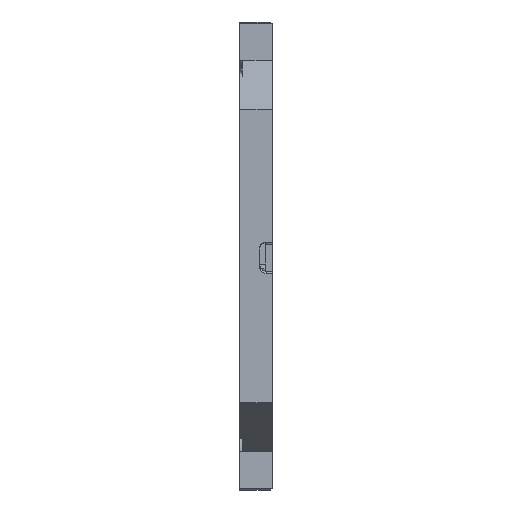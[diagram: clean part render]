
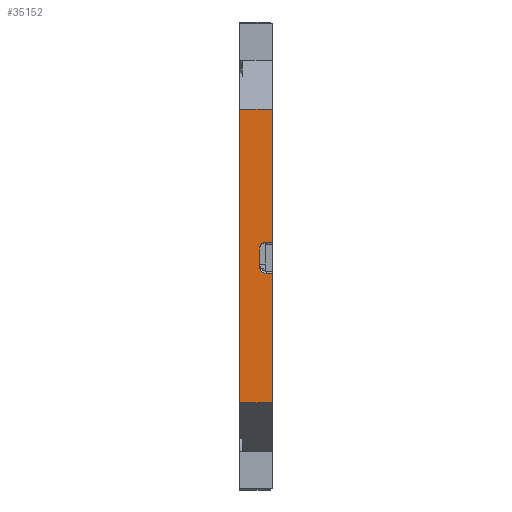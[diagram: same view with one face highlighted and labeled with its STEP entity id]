
A CAD part, left-side view. The second image highlights one B-rep face of the part: STEP entity #35152.
In plain terms, the highlighted planar face has unit normal (-1, 0, 0).
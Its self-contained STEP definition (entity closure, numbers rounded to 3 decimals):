
#27863=AXIS2_PLACEMENT_3D('Circle Axis2P3D',#27861,#27862,$) ;
#27925=AXIS2_PLACEMENT_3D('Circle Axis2P3D',#27923,#27924,$) ;
#35138=AXIS2_PLACEMENT_3D('Plane Axis2P3D',#35135,#35136,#35137) ;
#481=CARTESIAN_POINT('Vertex',(3460.,-514.,279.273)) ;
#484=CARTESIAN_POINT('Line Origine',(3460.,-514.,183.273)) ;
#488=CARTESIAN_POINT('Vertex',(3460.,-514.,87.273)) ;
#523=CARTESIAN_POINT('Vertex',(3460.,-514.,42.273)) ;
#526=CARTESIAN_POINT('Line Origine',(3460.,-514.,-51.227)) ;
#530=CARTESIAN_POINT('Vertex',(3460.,-514.,-144.727)) ;
#4949=CARTESIAN_POINT('Vertex',(3460.,-467.,-144.727)) ;
#4952=CARTESIAN_POINT('Line Origine',(3460.,-467.,67.273)) ;
#4956=CARTESIAN_POINT('Vertex',(3460.,-467.,279.273)) ;
#27834=CARTESIAN_POINT('Vertex',(3460.,-505.,42.273)) ;
#27837=CARTESIAN_POINT('Line Origine',(3460.,-509.5,42.273)) ;
#27861=CARTESIAN_POINT('Axis2P3D Location',(3460.,-505.,52.273)) ;
#27865=CARTESIAN_POINT('Vertex',(3460.,-495.,52.273)) ;
#27892=CARTESIAN_POINT('Line Origine',(3460.,-495.,64.773)) ;
#27896=CARTESIAN_POINT('Vertex',(3460.,-495.,77.273)) ;
#27923=CARTESIAN_POINT('Axis2P3D Location',(3460.,-505.,77.273)) ;
#27927=CARTESIAN_POINT('Vertex',(3460.,-505.,87.273)) ;
#27954=CARTESIAN_POINT('Line Origine',(3460.,-509.5,87.273)) ;
#30525=CARTESIAN_POINT('Line Origine',(3460.,-490.5,-144.727)) ;
#30544=CARTESIAN_POINT('Line Origine',(3460.,-490.5,279.273)) ;
#35135=CARTESIAN_POINT('Axis2P3D Location',(3460.,-514.,-267.727)) ;
#485=DIRECTION('Vector Direction',(0.,0.,1.)) ;
#527=DIRECTION('Vector Direction',(0.,0.,1.)) ;
#4953=DIRECTION('Vector Direction',(0.,0.,1.)) ;
#27838=DIRECTION('Vector Direction',(0.,-1.,0.)) ;
#27862=DIRECTION('Axis2P3D Direction',(-1.,0.,0.)) ;
#27893=DIRECTION('Vector Direction',(0.,0.,1.)) ;
#27924=DIRECTION('Axis2P3D Direction',(-1.,0.,0.)) ;
#27955=DIRECTION('Vector Direction',(0.,-1.,0.)) ;
#30526=DIRECTION('Vector Direction',(0.,-1.,0.)) ;
#30545=DIRECTION('Vector Direction',(0.,-1.,0.)) ;
#35136=DIRECTION('Axis2P3D Direction',(-1.,0.,0.)) ;
#35137=DIRECTION('Axis2P3D XDirection',(0.,0.,1.)) ;
#486=VECTOR('Line Direction',#485,1.) ;
#528=VECTOR('Line Direction',#527,1.) ;
#4954=VECTOR('Line Direction',#4953,1.) ;
#27839=VECTOR('Line Direction',#27838,1.) ;
#27894=VECTOR('Line Direction',#27893,1.) ;
#27956=VECTOR('Line Direction',#27955,1.) ;
#30527=VECTOR('Line Direction',#30526,1.) ;
#30546=VECTOR('Line Direction',#30545,1.) ;
#35141=ORIENTED_EDGE('',*,*,#490,.T.) ;
#35142=ORIENTED_EDGE('',*,*,#30548,.F.) ;
#35143=ORIENTED_EDGE('',*,*,#4958,.F.) ;
#35144=ORIENTED_EDGE('',*,*,#30529,.T.) ;
#35145=ORIENTED_EDGE('',*,*,#532,.T.) ;
#35146=ORIENTED_EDGE('',*,*,#27841,.F.) ;
#35147=ORIENTED_EDGE('',*,*,#27867,.F.) ;
#35148=ORIENTED_EDGE('',*,*,#27898,.T.) ;
#35149=ORIENTED_EDGE('',*,*,#27929,.F.) ;
#35150=ORIENTED_EDGE('',*,*,#27958,.T.) ;
#35152=ADVANCED_FACE('Fertigteil',(#35151),#35139,.T.) ;
#27864=CIRCLE('generated circle',#27863,10.) ;
#27926=CIRCLE('generated circle',#27925,10.) ;
#490=EDGE_CURVE('',#489,#482,#487,.T.) ;
#532=EDGE_CURVE('',#531,#524,#529,.T.) ;
#4958=EDGE_CURVE('',#4950,#4957,#4955,.T.) ;
#27841=EDGE_CURVE('',#27835,#524,#27840,.T.) ;
#27867=EDGE_CURVE('',#27866,#27835,#27864,.T.) ;
#27898=EDGE_CURVE('',#27866,#27897,#27895,.T.) ;
#27929=EDGE_CURVE('',#27928,#27897,#27926,.T.) ;
#27958=EDGE_CURVE('',#27928,#489,#27957,.T.) ;
#30529=EDGE_CURVE('',#4950,#531,#30528,.T.) ;
#30548=EDGE_CURVE('',#4957,#482,#30547,.T.) ;
#35140=EDGE_LOOP('',(#35141,#35142,#35143,#35144,#35145,#35146,#35147,#35148,#35149,#35150)) ;
#35151=FACE_OUTER_BOUND('',#35140,.T.) ;
#487=LINE('Line',#484,#486) ;
#529=LINE('Line',#526,#528) ;
#4955=LINE('Line',#4952,#4954) ;
#27840=LINE('Line',#27837,#27839) ;
#27895=LINE('Line',#27892,#27894) ;
#27957=LINE('Line',#27954,#27956) ;
#30528=LINE('Line',#30525,#30527) ;
#30547=LINE('Line',#30544,#30546) ;
#35139=PLANE('',#35138) ;
#482=VERTEX_POINT('',#481) ;
#489=VERTEX_POINT('',#488) ;
#524=VERTEX_POINT('',#523) ;
#531=VERTEX_POINT('',#530) ;
#4950=VERTEX_POINT('',#4949) ;
#4957=VERTEX_POINT('',#4956) ;
#27835=VERTEX_POINT('',#27834) ;
#27866=VERTEX_POINT('',#27865) ;
#27897=VERTEX_POINT('',#27896) ;
#27928=VERTEX_POINT('',#27927) ;
